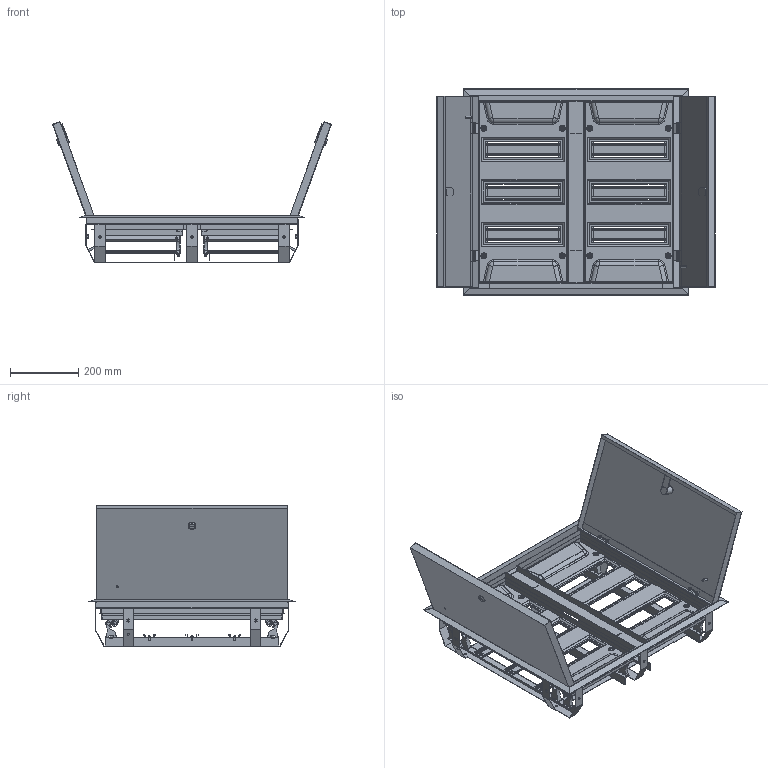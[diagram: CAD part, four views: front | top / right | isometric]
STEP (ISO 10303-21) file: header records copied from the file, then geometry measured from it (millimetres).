
FILE_DESCRIPTION (( 'STEP AP214' ), '1' );
FILE_NAME ('ShRV-2õ36_Universal.STEP', '2016-10-11T07:37:05', ( 'user' ), ( '' ), 'SwSTEP 2.0', 'SolidWorks 2014', '' );
FILE_SCHEMA (( 'AUTOMOTIVE_DESIGN' ));
Length unit declared in the file: millimetre
Products named in the file (11): Panel_36; Panel_ShRN-36; Stoika pan; Obolochka_Universal_2å36; DIN-Reika_18 ｢箘ｬ箘｢; ShRV-2õ36_Universal; Dver_Universal_36; Klipsa; Stoika Shin_‘â®©ª  ¤«ï è¨­; Support; SC GOST 17473_gost_‚¨­â A.M5x10 ƒŽ‘’ 17473-80
Assembly tree (48 placements, depth 3):
  ShRV-2õ36_Universal
    Obolochka_Universal_2å36
    Dver_Universal_36  x2
    DIN-Reika_18 ｢箘ｬ箘｢  x6
    Panel_36  x2
      Panel_ShRN-36
      Klipsa
      Stoika pan
    SC GOST 17473_gost_‚¨­â A.M5x10 ƒŽ‘’ 17473-80  x12
    Stoika Shin_‘â®©ª  ¤«ï è¨­  x8
    Support  x8
Bounding box: 818.42 x 605 x 413.15 mm (x, y, z)
Volume: 1846684.2 mm3; surface area: 2984009.9 mm2
Topology: 63 solids, 63 shells, 3954 faces, 10316 edges, 6508 vertices
Faces by surface type: plane 2382, cylinder 832, bspline 320, torus 176, cone 140, sphere 104
Entity records: 32627 total; most frequent: CARTESIAN_POINT 6831, ORIENTED_EDGE 5298, DIRECTION 5102, EDGE_CURVE 2649, VECTOR 1898, LINE 1898, VERTEX_POINT 1705, AXIS2_PLACEMENT_3D 1602
